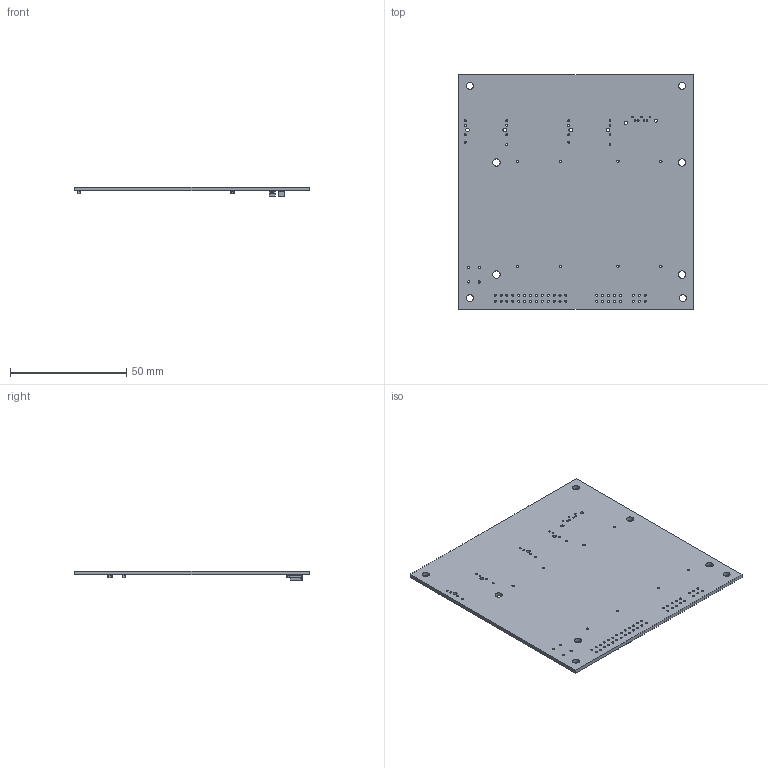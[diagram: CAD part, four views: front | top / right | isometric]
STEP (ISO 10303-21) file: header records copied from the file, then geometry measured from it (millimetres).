
FILE_DESCRIPTION(('KiCad electronic assembly'),'2;1');
FILE_NAME('MPPB01B.step','2022-05-16T11:00:47',('Pcbnew'),('Kicad'), 'Open CASCADE STEP processor 7.5','KiCad to STEP converter','Unknown' );
FILE_SCHEMA(('AUTOMOTIVE_DESIGN { 1 0 10303 214 1 1 1 1 }'));
Length unit declared in the file: millimetre
Products named in the file (8): MPPB01B 1; C_0805_2012Metric; SOLID; C_1210_3225Metric; D_SMA; tmp_k3fal_v PCB
Assembly tree (9 placements, depth 3):
  MPPB01B 1
    C_0805_2012Metric  x3
      SOLID
    C_1210_3225Metric
      SOLID
    D_SMA
      SOLID
    tmp_k3fal_v PCB
Bounding box: 101.09 x 101.09 x 4.15 mm (x, y, z)
Volume: 16217.9 mm3; surface area: 21505.4 mm2
Topology: 6 solids, 6 shells, 250 faces, 679 edges, 450 vertices
Faces by surface type: bspline 153, cylinder 91, plane 6
Full cylindrical faces by diameter (mm): 0.74 x7, 0.8 x16, 0.889 x42, 1 x4, 1.016 x8, 1.35 x2, 1.55 x4, 3 x4, 3.175 x4
Entity records: 13829 total; most frequent: CARTESIAN_POINT 3536, DIRECTION 1251, ORIENTED_EDGE 1070, PCURVE 1070, DEFINITIONAL_REPRESENTATION 1070, B_SPLINE_CURVE_WITH_KNOTS 638, EDGE_CURVE 535, LINE 491
